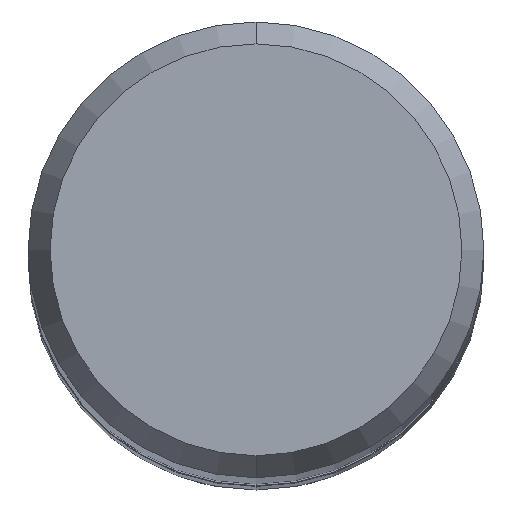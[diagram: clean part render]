
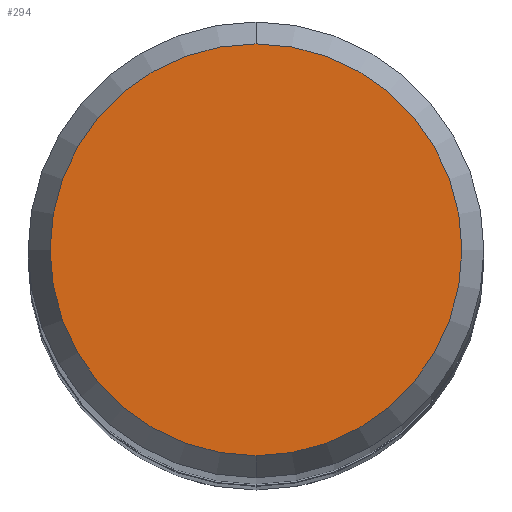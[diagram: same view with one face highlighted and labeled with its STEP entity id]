
A CAD part, top view. The second image highlights one B-rep face of the part: STEP entity #294.
In plain terms, the highlighted planar face has unit normal (0, 0, 1).
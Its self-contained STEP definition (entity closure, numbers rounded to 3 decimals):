
#294=ADVANCED_FACE('',(#625),#626,.T.);
#316=EDGE_CURVE('',#392,#406,#653,.T.);
#358=EDGE_CURVE('',#406,#392,#697,.T.);
#392=VERTEX_POINT('',#735);
#406=VERTEX_POINT('',#750);
#625=FACE_OUTER_BOUND('',#1044,.T.);
#626=PLANE('',#1045);
#653=CIRCLE('',#1089,2.152);
#697=CIRCLE('',#1236,2.152);
#735=CARTESIAN_POINT('',(0.0,2.152,0.));
#750=CARTESIAN_POINT('',(0.,-2.152,0.));
#1044=EDGE_LOOP('',(#1643,#1644));
#1045=AXIS2_PLACEMENT_3D('',#1645,#1646,#1647);
#1089=AXIS2_PLACEMENT_3D('',#1680,#1681,#1682);
#1236=AXIS2_PLACEMENT_3D('',#1718,#1719,#1720);
#1643=ORIENTED_EDGE('',*,*,#316,.F.);
#1644=ORIENTED_EDGE('',*,*,#358,.F.);
#1645=CARTESIAN_POINT('',(0.0,1.076,0.));
#1646=DIRECTION('',(-0.0,0.0,1.0));
#1647=DIRECTION('',(0.0,-1.0,0.0));
#1680=CARTESIAN_POINT('',(0.0,0.0,0.));
#1681=DIRECTION('',(0.0,0.0,-1.0));
#1682=DIRECTION('',(0.0,1.0,0.0));
#1718=CARTESIAN_POINT('',(0.0,0.0,0.));
#1719=DIRECTION('',(0.0,0.0,-1.0));
#1720=DIRECTION('',(0.0,1.0,0.0));
